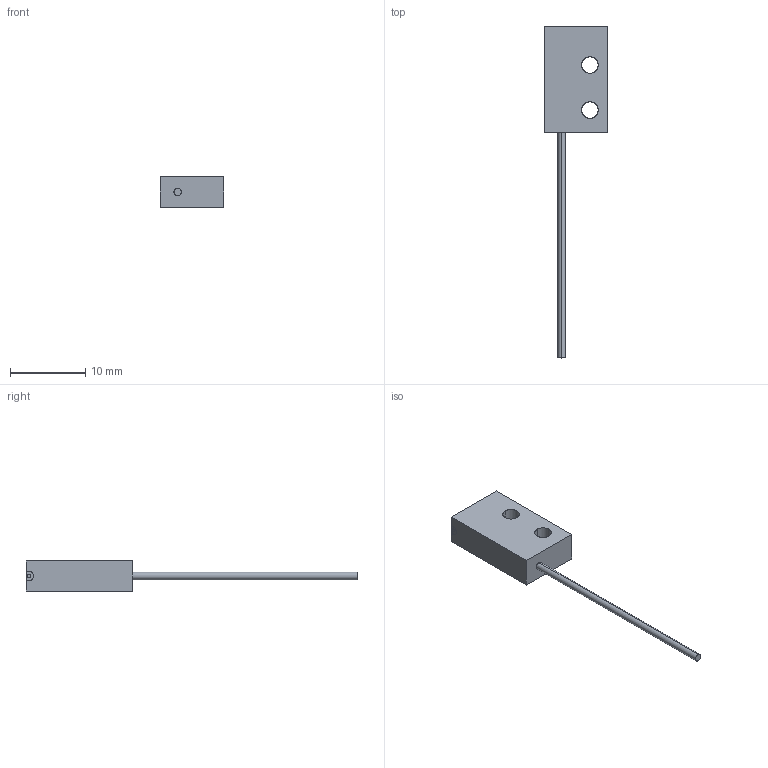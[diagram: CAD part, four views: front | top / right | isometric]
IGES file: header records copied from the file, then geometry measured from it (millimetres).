
Start section: SolidWorks IGES file using analytic representation for surfaces
Global section: file name: GPF-T028-RTS.IGS; native system: SolidWorks 2018; preprocessor: SolidWorks 2018; author: LTW; date: 171118.013306; units: millimetre
Bounding box: 8.5 x 44.2 x 4 mm (x, y, z)
Surface area: 559.5 mm2 (no closed solid volume)
Topology: 0 solids, 0 shells, 22 faces, 290 edges, 290 vertices
Faces by surface type: revolution 11, bspline 11
